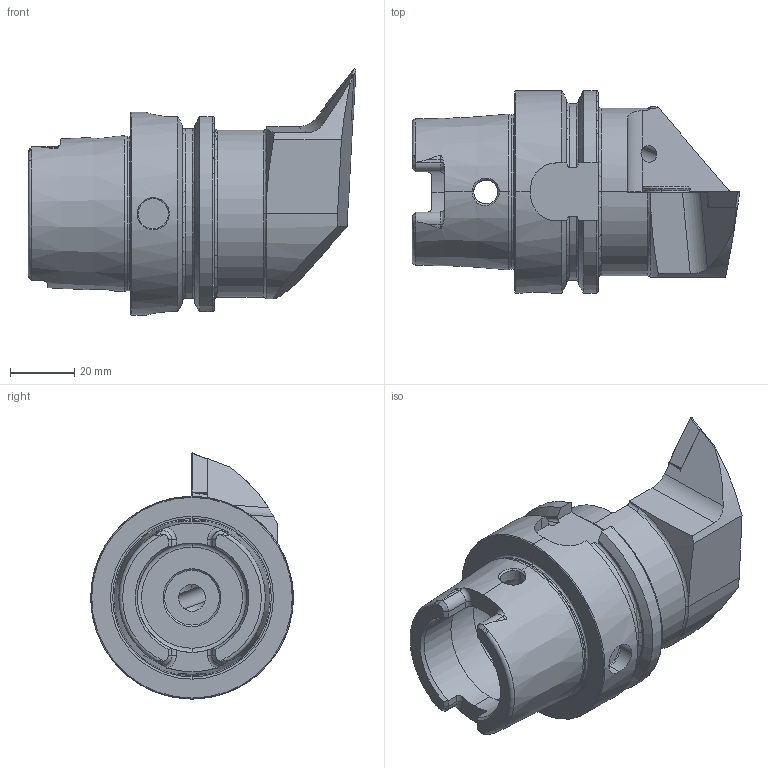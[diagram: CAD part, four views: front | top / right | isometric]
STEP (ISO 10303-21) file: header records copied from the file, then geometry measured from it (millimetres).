
FILE_DESCRIPTION (( 'STEP AP214' ), '1' );
FILE_NAME ('HA6.KVB.LUA.070-HP.STEP', '2020-09-17T07:22:57', ( '' ), ( '' ), 'SwSTEP 2.0', 'SolidWorks 2017', '' );
FILE_SCHEMA (( 'AUTOMOTIVE_DESIGN' ));
Length unit declared in the file: millimetre
Products named in the file (10): WCB-ER2.001.009_A; CHP-ER1.008.014_A; HA6.KVB.LUA.070-HP; HA6-KVB.LUA.070-HP_A; DIN 7991 - M5x15; DIN 3771 - 13x1; CHP-ER1.015.006; VCMT160404; CHP-ER1.015.006_A; ISO 8752 2x8
Assembly tree (9 placements, depth 3):
  HA6.KVB.LUA.070-HP
    HA6-KVB.LUA.070-HP_A
    WCB-ER2.001.009_A
    VCMT160404
    CHP-ER1.008.014_A
    ISO 8752 2x8
    CHP-ER1.015.006
      CHP-ER1.015.006_A
      DIN 3771 - 13x1
      DIN 7991 - M5x15
Bounding box: 101.9 x 63 x 76.5 mm (x, y, z)
Volume: 146458.6 mm3; surface area: 33273.5 mm2
Topology: 8 solids, 8 shells, 425 faces, 1070 edges, 649 vertices
Faces by surface type: plane 121, cylinder 120, cone 107, torus 55, bspline 20, sphere 2
Entity records: 16585 total; most frequent: CARTESIAN_POINT 4728, ORIENTED_EDGE 2104, DIRECTION 2013, EDGE_CURVE 1052, AXIS2_PLACEMENT_3D 807, VERTEX_POINT 649, EDGE_LOOP 447, FACE_OUTER_BOUND 425
